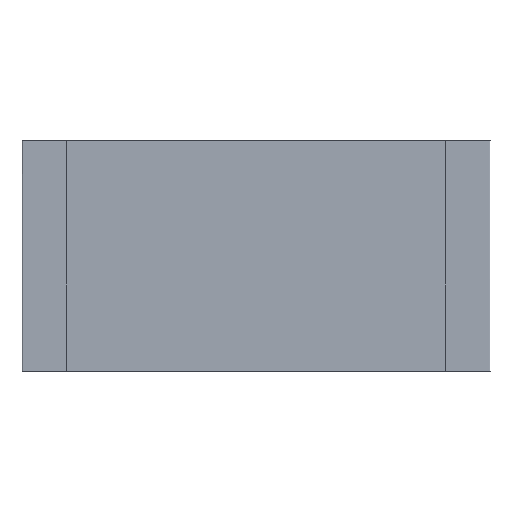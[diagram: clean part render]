
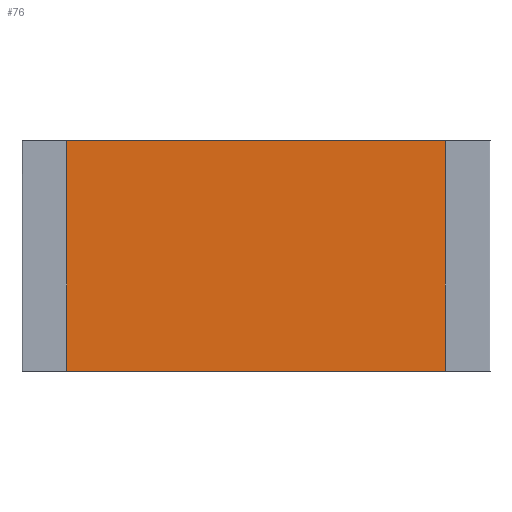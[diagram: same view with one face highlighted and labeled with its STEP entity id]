
A CAD part, top view. The second image highlights one B-rep face of the part: STEP entity #76.
In plain terms, the highlighted planar face has unit normal (0, 0, 1).
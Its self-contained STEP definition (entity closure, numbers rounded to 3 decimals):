
#76=ADVANCED_FACE('',(#98),#632,.T.);
#98=FACE_OUTER_BOUND('',#120,.T.);
#120=EDGE_LOOP('',(#195,#196,#197,#198));
#195=ORIENTED_EDGE('',*,*,#537,.F.);
#196=ORIENTED_EDGE('',*,*,#542,.F.);
#197=ORIENTED_EDGE('',*,*,#535,.F.);
#198=ORIENTED_EDGE('',*,*,#543,.T.);
#261=B_SPLINE_CURVE_WITH_KNOTS('',1,(#1333,#1334),.UNSPECIFIED.,.F.,.F.,
(2,2),(-2.25,-1.15),.UNSPECIFIED.);
#262=B_SPLINE_CURVE_WITH_KNOTS('',1,(#1335,#1336),.UNSPECIFIED.,.F.,.F.,
(2,2),(-2.25,-1.15),.UNSPECIFIED.);
#265=B_SPLINE_CURVE_WITH_KNOTS('',1,(#1341,#1342),.UNSPECIFIED.,.F.,.F.,
(2,2),(1.15,2.25),.UNSPECIFIED.);
#266=B_SPLINE_CURVE_WITH_KNOTS('',1,(#1343,#1344),.UNSPECIFIED.,.F.,.F.,
(2,2),(1.15,2.25),.UNSPECIFIED.);
#277=B_SPLINE_CURVE_WITH_KNOTS('',1,(#1365,#1366),.UNSPECIFIED.,.F.,.F.,
(2,2),(-3.1,0.),.UNSPECIFIED.);
#278=B_SPLINE_CURVE_WITH_KNOTS('',1,(#1367,#1368),.UNSPECIFIED.,.F.,.F.,
(2,2),(-3.1,0.),.UNSPECIFIED.);
#279=B_SPLINE_CURVE_WITH_KNOTS('',1,(#1369,#1370),.UNSPECIFIED.,.F.,.F.,
(2,2),(1.15,2.25),.UNSPECIFIED.);
#280=B_SPLINE_CURVE_WITH_KNOTS('',1,(#1371,#1372),.UNSPECIFIED.,.F.,.F.,
(2,2),(-3.1,0.),.UNSPECIFIED.);
#281=B_SPLINE_CURVE_WITH_KNOTS('',1,(#1373,#1374),.UNSPECIFIED.,.F.,.F.,
(2,2),(-2.25,-1.15),.UNSPECIFIED.);
#282=B_SPLINE_CURVE_WITH_KNOTS('',1,(#1375,#1376),.UNSPECIFIED.,.F.,.F.,
(2,2),(-3.1,0.),.UNSPECIFIED.);
#283=B_SPLINE_CURVE_WITH_KNOTS('',1,(#1377,#1378),.UNSPECIFIED.,.F.,.F.,
(2,2),(-3.1,0.),.UNSPECIFIED.);
#285=B_SPLINE_CURVE_WITH_KNOTS('',1,(#1381,#1382),.UNSPECIFIED.,.F.,.F.,
(2,2),(-3.1,0.),.UNSPECIFIED.);
#355=PCURVE('',#629,#439);
#357=PCURVE('',#630,#441);
#364=PCURVE('',#631,#448);
#365=PCURVE('',#632,#449);
#366=PCURVE('',#632,#450);
#367=PCURVE('',#632,#451);
#368=PCURVE('',#632,#452);
#370=PCURVE('',#633,#454);
#439=DEFINITIONAL_REPRESENTATION('',(#262),#1398);
#441=DEFINITIONAL_REPRESENTATION('',(#266),#1398);
#448=DEFINITIONAL_REPRESENTATION('',(#278),#1398);
#449=DEFINITIONAL_REPRESENTATION('',(#279),#1398);
#450=DEFINITIONAL_REPRESENTATION('',(#280),#1398);
#451=DEFINITIONAL_REPRESENTATION('',(#281),#1398);
#452=DEFINITIONAL_REPRESENTATION('',(#283),#1398);
#454=DEFINITIONAL_REPRESENTATION('',(#285),#1398);
#493=SURFACE_CURVE('',#261,(#355,#367),.PCURVE_S1.);
#495=SURFACE_CURVE('',#265,(#357,#365),.PCURVE_S1.);
#500=SURFACE_CURVE('',#277,(#364,#366),.PCURVE_S1.);
#501=SURFACE_CURVE('',#282,(#368,#370),.PCURVE_S1.);
#535=EDGE_CURVE('',#607,#606,#493,.T.);
#537=EDGE_CURVE('',#609,#612,#495,.T.);
#542=EDGE_CURVE('',#606,#609,#500,.T.);
#543=EDGE_CURVE('',#607,#612,#501,.T.);
#606=VERTEX_POINT('',#1318);
#607=VERTEX_POINT('',#1319);
#609=VERTEX_POINT('',#1321);
#612=VERTEX_POINT('',#1324);
#629=PLANE('',#661);
#630=PLANE('',#662);
#631=PLANE('',#663);
#632=PLANE('',#664);
#633=PLANE('',#665);
#661=AXIS2_PLACEMENT_3D('',#1311,#676,$);
#662=AXIS2_PLACEMENT_3D('',#1312,#677,$);
#663=AXIS2_PLACEMENT_3D('',#1313,#678,$);
#664=AXIS2_PLACEMENT_3D('',#1314,#679,$);
#665=AXIS2_PLACEMENT_3D('',#1315,#680,$);
#676=DIRECTION('',(0.,1.,0.));
#677=DIRECTION('',(0.,-1.,0.));
#678=DIRECTION('',(1.,0.,0.));
#679=DIRECTION('',(0.,0.,1.));
#680=DIRECTION('',(-1.,0.,0.));
#1311=CARTESIAN_POINT('',(-2.55,1.55,0.55));
#1312=CARTESIAN_POINT('',(-2.55,-1.55,0.5));
#1313=CARTESIAN_POINT('',(2.55,-1.55,0.5));
#1314=CARTESIAN_POINT('',(2.55,-1.55,0.55));
#1315=CARTESIAN_POINT('',(-2.55,-1.55,0.55));
#1318=CARTESIAN_POINT('',(2.55,1.55,0.55));
#1319=CARTESIAN_POINT('',(-2.55,1.55,0.55));
#1321=CARTESIAN_POINT('',(2.55,-1.55,0.55));
#1324=CARTESIAN_POINT('',(-2.55,-1.55,0.55));
#1333=CARTESIAN_POINT('',(-2.55,1.55,0.55));
#1334=CARTESIAN_POINT('',(2.55,1.55,0.55));
#1335=CARTESIAN_POINT('',(-5.1,-0.05));
#1336=CARTESIAN_POINT('',(0.,-0.05));
#1341=CARTESIAN_POINT('',(2.55,-1.55,0.55));
#1342=CARTESIAN_POINT('',(-2.55,-1.55,0.55));
#1343=CARTESIAN_POINT('',(0.,0.));
#1344=CARTESIAN_POINT('',(-5.1,0.));
#1365=CARTESIAN_POINT('',(2.55,1.55,0.55));
#1366=CARTESIAN_POINT('',(2.55,-1.55,0.55));
#1367=CARTESIAN_POINT('',(3.1,1.15));
#1368=CARTESIAN_POINT('',(0.,1.15));
#1369=CARTESIAN_POINT('',(0.,1.15));
#1370=CARTESIAN_POINT('',(0.,2.25));
#1371=CARTESIAN_POINT('',(3.1,1.15));
#1372=CARTESIAN_POINT('',(0.,1.15));
#1373=CARTESIAN_POINT('',(3.1,2.25));
#1374=CARTESIAN_POINT('',(3.1,1.15));
#1375=CARTESIAN_POINT('',(-2.55,1.55,0.55));
#1376=CARTESIAN_POINT('',(-2.55,-1.55,0.55));
#1377=CARTESIAN_POINT('',(3.1,2.25));
#1378=CARTESIAN_POINT('',(0.,2.25));
#1381=CARTESIAN_POINT('',(3.1,2.25));
#1382=CARTESIAN_POINT('',(0.,2.25));
#1398=(
GEOMETRIC_REPRESENTATION_CONTEXT(2)
PARAMETRIC_REPRESENTATION_CONTEXT()
REPRESENTATION_CONTEXT('pspace','')
);
